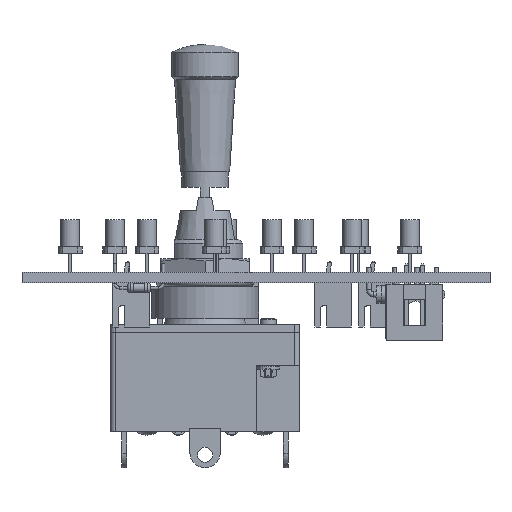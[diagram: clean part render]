
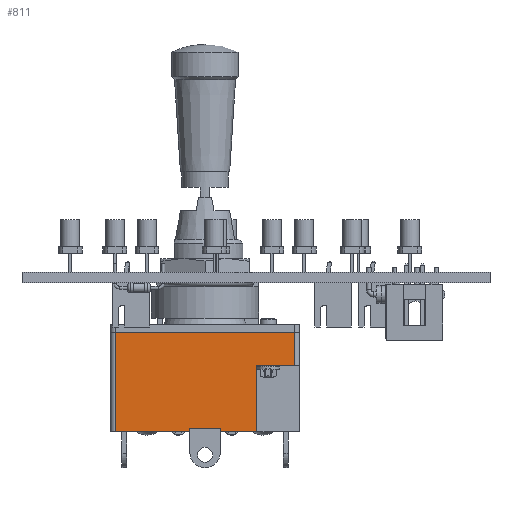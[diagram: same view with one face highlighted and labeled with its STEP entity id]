
A CAD part, left-side view. The second image highlights one B-rep face of the part: STEP entity #811.
In plain terms, the highlighted planar face has unit normal (-1, 0, 0).
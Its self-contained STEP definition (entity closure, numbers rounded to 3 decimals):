
#783 = VERTEX_POINT('',#784);
#784 = CARTESIAN_POINT('',(-9.004,0.,-14.237));
#793 = VERTEX_POINT('',#794);
#794 = CARTESIAN_POINT('',(-9.004,-15.799,-14.237));
#801 = EDGE_CURVE('',#793,#783,#802,.T.);
#802 = LINE('',#803,#804);
#803 = CARTESIAN_POINT('',(-9.004,-15.799,-14.237));
#804 = VECTOR('',#805,1.);
#805 = DIRECTION('',(0.,1.,0.));
#811 = ADVANCED_FACE('',(#812),#885,.T.);
#812 = FACE_BOUND('',#813,.T.);
#813 = EDGE_LOOP('',(#814,#824,#832,#840,#848,#856,#862,#863,#871,#879)
  );
#814 = ORIENTED_EDGE('',*,*,#815,.F.);
#815 = EDGE_CURVE('',#816,#818,#820,.T.);
#816 = VERTEX_POINT('',#817);
#817 = CARTESIAN_POINT('',(-9.004,-15.799,2.464));
#818 = VERTEX_POINT('',#819);
#819 = CARTESIAN_POINT('',(-9.004,-15.291,2.464));
#820 = LINE('',#821,#822);
#821 = CARTESIAN_POINT('',(-9.004,-15.799,2.464));
#822 = VECTOR('',#823,1.);
#823 = DIRECTION('',(0.,1.,0.));
#824 = ORIENTED_EDGE('',*,*,#825,.T.);
#825 = EDGE_CURVE('',#816,#826,#828,.T.);
#826 = VERTEX_POINT('',#827);
#827 = CARTESIAN_POINT('',(-9.004,-15.799,8.217));
#828 = LINE('',#829,#830);
#829 = CARTESIAN_POINT('',(-9.004,-15.799,-14.237));
#830 = VECTOR('',#831,1.);
#831 = DIRECTION('',(0.,0.,1.));
#832 = ORIENTED_EDGE('',*,*,#833,.F.);
#833 = EDGE_CURVE('',#834,#826,#836,.T.);
#834 = VERTEX_POINT('',#835);
#835 = CARTESIAN_POINT('',(-9.004,-5.283,8.217));
#836 = LINE('',#837,#838);
#837 = CARTESIAN_POINT('',(-9.004,-5.283,8.217));
#838 = VECTOR('',#839,1.);
#839 = DIRECTION('',(0.,-1.,0.));
#840 = ORIENTED_EDGE('',*,*,#841,.F.);
#841 = EDGE_CURVE('',#842,#834,#844,.T.);
#842 = VERTEX_POINT('',#843);
#843 = CARTESIAN_POINT('',(-9.004,-5.283,14.237));
#844 = LINE('',#845,#846);
#845 = CARTESIAN_POINT('',(-9.004,-5.283,-14.237));
#846 = VECTOR('',#847,1.);
#847 = DIRECTION('',(0.,0.,-1.));
#848 = ORIENTED_EDGE('',*,*,#849,.T.);
#849 = EDGE_CURVE('',#842,#850,#852,.T.);
#850 = VERTEX_POINT('',#851);
#851 = CARTESIAN_POINT('',(-9.004,0.,14.237));
#852 = LINE('',#853,#854);
#853 = CARTESIAN_POINT('',(-9.004,-15.799,14.237));
#854 = VECTOR('',#855,1.);
#855 = DIRECTION('',(0.,1.,0.));
#856 = ORIENTED_EDGE('',*,*,#857,.F.);
#857 = EDGE_CURVE('',#783,#850,#858,.T.);
#858 = LINE('',#859,#860);
#859 = CARTESIAN_POINT('',(-9.004,0.,-14.237));
#860 = VECTOR('',#861,1.);
#861 = DIRECTION('',(0.,0.,1.));
#862 = ORIENTED_EDGE('',*,*,#801,.F.);
#863 = ORIENTED_EDGE('',*,*,#864,.T.);
#864 = EDGE_CURVE('',#793,#865,#867,.T.);
#865 = VERTEX_POINT('',#866);
#866 = CARTESIAN_POINT('',(-9.004,-15.799,-2.464));
#867 = LINE('',#868,#869);
#868 = CARTESIAN_POINT('',(-9.004,-15.799,-14.237));
#869 = VECTOR('',#870,1.);
#870 = DIRECTION('',(0.,0.,1.));
#871 = ORIENTED_EDGE('',*,*,#872,.F.);
#872 = EDGE_CURVE('',#873,#865,#875,.T.);
#873 = VERTEX_POINT('',#874);
#874 = CARTESIAN_POINT('',(-9.004,-15.291,-2.464));
#875 = LINE('',#876,#877);
#876 = CARTESIAN_POINT('',(-9.004,-15.799,-2.464));
#877 = VECTOR('',#878,1.);
#878 = DIRECTION('',(0.,-1.,0.));
#879 = ORIENTED_EDGE('',*,*,#880,.F.);
#880 = EDGE_CURVE('',#818,#873,#881,.T.);
#881 = LINE('',#882,#883);
#882 = CARTESIAN_POINT('',(-9.004,-15.291,-14.237));
#883 = VECTOR('',#884,1.);
#884 = DIRECTION('',(0.,0.,-1.));
#885 = PLANE('',#886);
#886 = AXIS2_PLACEMENT_3D('',#887,#888,#889);
#887 = CARTESIAN_POINT('',(-9.004,-15.799,-14.237));
#888 = DIRECTION('',(-1.,0.,0.));
#889 = DIRECTION('',(0.,0.,1.));
